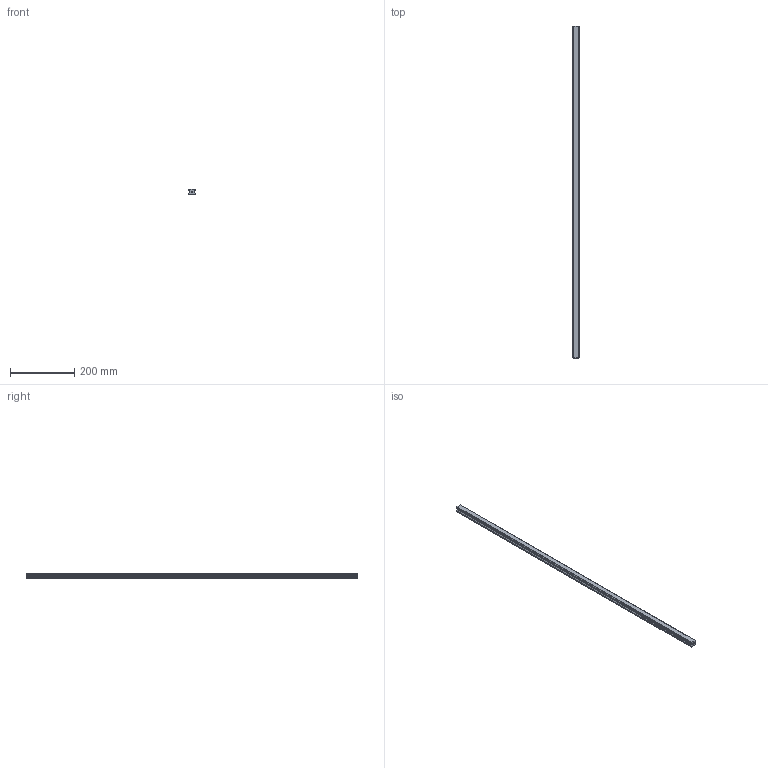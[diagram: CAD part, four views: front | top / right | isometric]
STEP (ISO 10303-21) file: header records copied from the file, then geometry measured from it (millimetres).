
FILE_DESCRIPTION(('STEP AP214'),'1');
FILE_NAME('cctmp_90917F07-E044-4909-9C08-E0CC2294AB58_2021_01_22_13_58_23_0904..stp','2021-01-22T12:58:24',('HIWIN GmbH'),('CADClick - www.CADClick.com'),'Spatial InterOp 3D',' ','unknown authorization');
FILE_SCHEMA(('AUTOMOTIVE_DESIGN'));
Length unit declared in the file: millimetre
Products named in the file (1): HGR20T1030C_FILE
Bounding box: 20 x 1030 x 17.5 mm (x, y, z)
Volume: 304250 mm3; surface area: 82453.6 mm2
Topology: 1 solids, 1 shells, 175 faces, 473 edges, 287 vertices
Faces by surface type: plane 85, cylinder 56, cone 34
Entity records: 6633 total; most frequent: DIRECTION 903, CARTESIAN_POINT 902, ORIENTED_EDGE 878, EDGE_CURVE 439, LINE 327, VECTOR 327, AXIS2_PLACEMENT_3D 288, VERTEX_POINT 287
